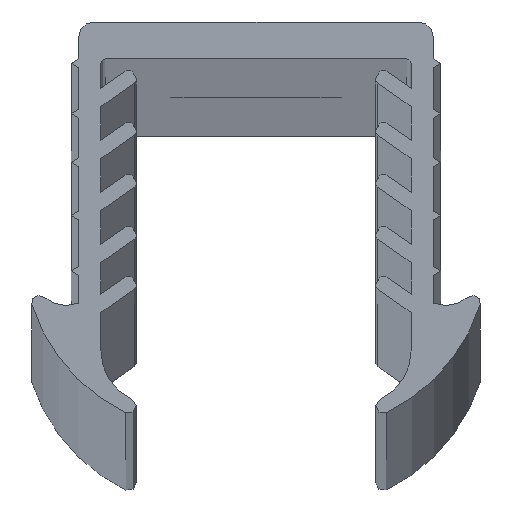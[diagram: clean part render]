
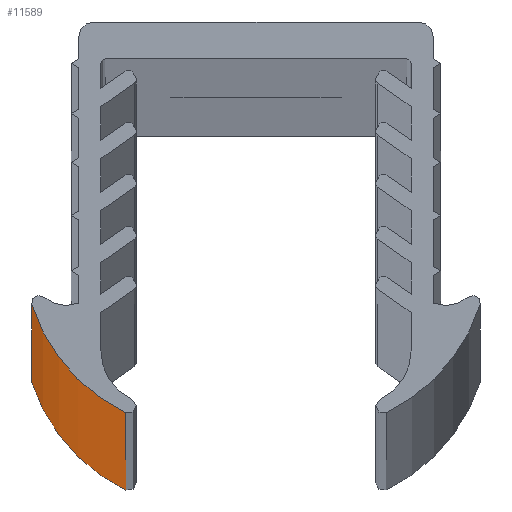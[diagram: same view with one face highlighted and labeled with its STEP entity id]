
A CAD part, top view. The second image highlights one B-rep face of the part: STEP entity #11589.
In plain terms, the highlighted cylindrical face has radius 12.3 mm (diameter 24.6 mm), a partial arc.
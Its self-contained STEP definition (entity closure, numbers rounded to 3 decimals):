
#530 = VECTOR ( 'NONE', #9463, 1000. ) ;
#583 = LINE ( 'NONE', #12359, #17539 ) ;
#862 = CARTESIAN_POINT ( 'NONE',  ( -3.469, -15.379, 1500. ) ) ;
#1117 = DIRECTION ( 'NONE',  ( 0., 0., 1. ) ) ;
#2429 = DIRECTION ( 'NONE',  ( 0., 0., 1. ) ) ;
#3818 = DIRECTION ( 'NONE',  ( 1., 0., 0. ) ) ;
#4575 = AXIS2_PLACEMENT_3D ( 'NONE', #17393, #11107, #11240 ) ;
#5468 = AXIS2_PLACEMENT_3D ( 'NONE', #862, #2429, #3818 ) ;
#5638 = VERTEX_POINT ( 'NONE', #15140 ) ;
#5880 = CARTESIAN_POINT ( 'NONE',  ( -15.176, -19.153, 1500. ) ) ;
#6312 = ORIENTED_EDGE ( 'NONE', *, *, #10251, .F. ) ;
#6980 = EDGE_CURVE ( 'NONE', #14696, #9076, #583, .T. ) ;
#8536 = ORIENTED_EDGE ( 'NONE', *, *, #6980, .T. ) ;
#9076 = VERTEX_POINT ( 'NONE', #19606 ) ;
#9396 = CARTESIAN_POINT ( 'NONE',  ( -8.828, -26.45, 1500. ) ) ;
#9463 = DIRECTION ( 'NONE',  ( 0., 0., -1. ) ) ;
#10251 = EDGE_CURVE ( 'NONE', #14696, #5638, #17210, .T. ) ;
#11107 = DIRECTION ( 'NONE',  ( 0., 0., -1. ) ) ;
#11240 = DIRECTION ( 'NONE',  ( -1., 0., 0. ) ) ;
#11589 = ADVANCED_FACE ( 'NONE', ( #12101 ), #18884, .T. ) ;
#11816 = CARTESIAN_POINT ( 'NONE',  ( -3.469, -15.379, -1500. ) ) ;
#12101 = FACE_OUTER_BOUND ( 'NONE', #16572, .T. ) ;
#12359 = CARTESIAN_POINT ( 'NONE',  ( -15.176, -19.153, 1500. ) ) ;
#14696 = VERTEX_POINT ( 'NONE', #5880 ) ;
#15140 = CARTESIAN_POINT ( 'NONE',  ( -8.828, -26.45, 1500. ) ) ;
#15439 = CARTESIAN_POINT ( 'NONE',  ( -8.828, -26.45, -1500. ) ) ;
#15791 = LINE ( 'NONE', #9396, #530 ) ;
#15876 = ORIENTED_EDGE ( 'NONE', *, *, #16151, .F. ) ;
#15929 = CIRCLE ( 'NONE', #19955, 12.3 ) ;
#16151 = EDGE_CURVE ( 'NONE', #5638, #17731, #15791, .T. ) ;
#16552 = DIRECTION ( 'NONE',  ( 1., 0., 0. ) ) ;
#16572 = EDGE_LOOP ( 'NONE', ( #19934, #15876, #6312, #8536 ) ) ;
#17036 = DIRECTION ( 'NONE',  ( 0., 0., -1. ) ) ;
#17210 = CIRCLE ( 'NONE', #5468, 12.3 ) ;
#17393 = CARTESIAN_POINT ( 'NONE',  ( -3.469, -15.379, 1500. ) ) ;
#17539 = VECTOR ( 'NONE', #17036, 1000. ) ;
#17731 = VERTEX_POINT ( 'NONE', #15439 ) ;
#18884 = CYLINDRICAL_SURFACE ( 'NONE', #4575, 12.3 ) ;
#19606 = CARTESIAN_POINT ( 'NONE',  ( -15.176, -19.153, -1500. ) ) ;
#19934 = ORIENTED_EDGE ( 'NONE', *, *, #20052, .T. ) ;
#19955 = AXIS2_PLACEMENT_3D ( 'NONE', #11816, #1117, #16552 ) ;
#20052 = EDGE_CURVE ( 'NONE', #9076, #17731, #15929, .T. ) ;
